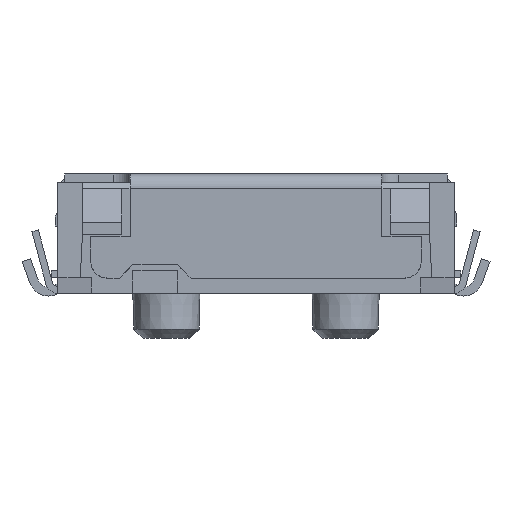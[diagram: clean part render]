
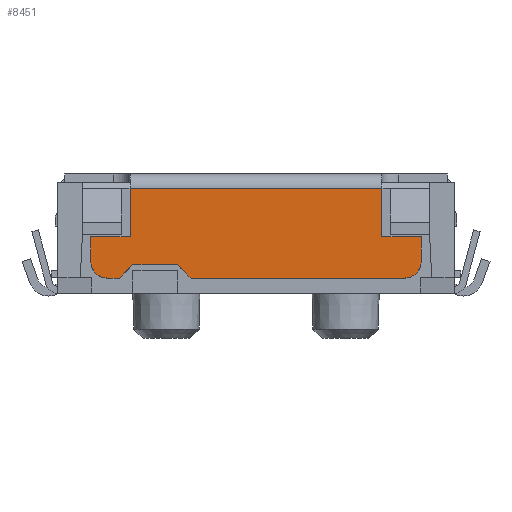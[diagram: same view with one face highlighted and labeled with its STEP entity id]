
A CAD part, front view. The second image highlights one B-rep face of the part: STEP entity #8451.
In plain terms, the highlighted planar face has unit normal (0, -1, 0).
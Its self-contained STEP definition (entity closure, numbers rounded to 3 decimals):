
#436 = EDGE_CURVE ( 'NONE', #17910, #17961, #1296, .T. ) ;
#438 = EDGE_CURVE ( 'NONE', #17874, #17810, #1287, .T. ) ;
#441 = EDGE_CURVE ( 'NONE', #17834, #17874, #1299, .T. ) ;
#461 = EDGE_CURVE ( 'NONE', #17969, #17894, #1321, .T. ) ;
#472 = EDGE_CURVE ( 'NONE', #17799, #17825, #1360, .T. ) ;
#473 = EDGE_CURVE ( 'NONE', #17975, #17799, #1361, .T. ) ;
#476 = EDGE_CURVE ( 'NONE', #17810, #17803, #1367, .T. ) ;
#479 = EDGE_CURVE ( 'NONE', #17952, #17803, #1373, .T. ) ;
#481 = EDGE_CURVE ( 'NONE', #17952, #17975, #1377, .T. ) ;
#483 = EDGE_CURVE ( 'NONE', #17825, #17969, #1381, .T. ) ;
#484 = EDGE_CURVE ( 'NONE', #17881, #17894, #1364, .T. ) ;
#485 = EDGE_CURVE ( 'NONE', #17961, #17881, #1382, .T. ) ;
#489 = EDGE_CURVE ( 'NONE', #17863, #17834, #1390, .T. ) ;
#1287 = LINE ( 'NONE', #4204, #1300 ) ;
#1296 = LINE ( 'NONE', #4202, #1297 ) ;
#1297 = VECTOR ( 'NONE', #4203, 1000. ) ;
#1299 = LINE ( 'NONE', #4208, #1306 ) ;
#1300 = VECTOR ( 'NONE', #4207, 1000. ) ;
#1306 = VECTOR ( 'NONE', #4213, 1000. ) ;
#1321 = LINE ( 'NONE', #4242, #1342 ) ;
#1325 = VECTOR ( 'NONE', #4282, 1000. ) ;
#1342 = VECTOR ( 'NONE', #4258, 1000. ) ;
#1355 = VECTOR ( 'NONE', #4308, 1000. ) ;
#1360 = LINE ( 'NONE', #4278, #1325 ) ;
#1361 = LINE ( 'NONE', #4283, #1362 ) ;
#1362 = VECTOR ( 'NONE', #4284, 1000. ) ;
#1364 = LINE ( 'NONE', #4307, #1355 ) ;
#1367 = LINE ( 'NONE', #4290, #1368 ) ;
#1368 = VECTOR ( 'NONE', #4291, 1000. ) ;
#1373 = LINE ( 'NONE', #4296, #1374 ) ;
#1374 = VECTOR ( 'NONE', #4297, 1000. ) ;
#1377 = LINE ( 'NONE', #4300, #1378 ) ;
#1378 = VECTOR ( 'NONE', #4301, 1000. ) ;
#1381 = CIRCLE ( 'NONE', #11465, 0.15 ) ;
#1382 = LINE ( 'NONE', #4309, #1383 ) ;
#1383 = VECTOR ( 'NONE', #4310, 1000. ) ;
#1390 = CIRCLE ( 'NONE', #11464, 0.15 ) ;
#1632 = LINE ( 'NONE', #4705, #1634 ) ;
#1634 = VECTOR ( 'NONE', #4711, 1000. ) ;
#3456 = EDGE_CURVE ( 'NONE', #17910, #17863, #1632, .T. ) ;
#4202 = CARTESIAN_POINT ( 'NONE',  ( -1.1, -1.635, 0.255 ) ) ;
#4203 = DIRECTION ( 'NONE',  ( 0.707, 0., 0.707 ) ) ;
#4204 = CARTESIAN_POINT ( 'NONE',  ( 1.475, -1.635, 0.505 ) ) ;
#4207 = DIRECTION ( 'NONE',  ( 1., 0., 0. ) ) ;
#4208 = CARTESIAN_POINT ( 'NONE',  ( -1.475, -1.635, 0.505 ) ) ;
#4213 = DIRECTION ( 'NONE',  ( 0., 0., 1. ) ) ;
#4242 = CARTESIAN_POINT ( 'NONE',  ( -1.325, -1.635, 0.135 ) ) ;
#4258 = DIRECTION ( 'NONE',  ( -1., 0., 0. ) ) ;
#4278 = CARTESIAN_POINT ( 'NONE',  ( 1.475, -1.635, 0.285 ) ) ;
#4282 = DIRECTION ( 'NONE',  ( 0., 0., -1. ) ) ;
#4283 = CARTESIAN_POINT ( 'NONE',  ( 1.475, -1.635, 0.505 ) ) ;
#4284 = DIRECTION ( 'NONE',  ( 1., 0., 0. ) ) ;
#4290 = CARTESIAN_POINT ( 'NONE',  ( -1.125, -1.635, 0.985 ) ) ;
#4291 = DIRECTION ( 'NONE',  ( 0., 0., 1. ) ) ;
#4292 = CARTESIAN_POINT ( 'NONE',  ( 1.325, -1.635, 0.285 ) ) ;
#4296 = CARTESIAN_POINT ( 'NONE',  ( -1.125, -1.635, 0.935 ) ) ;
#4297 = DIRECTION ( 'NONE',  ( -1., 0., 0. ) ) ;
#4300 = CARTESIAN_POINT ( 'NONE',  ( 1.125, -1.635, 0.505 ) ) ;
#4301 = DIRECTION ( 'NONE',  ( 0., 0., -1. ) ) ;
#4305 = DIRECTION ( 'NONE',  ( 0., 1., 0. ) ) ;
#4306 = DIRECTION ( 'NONE',  ( 0., 0., -1. ) ) ;
#4307 = CARTESIAN_POINT ( 'NONE',  ( -0.58, -1.635, 0.135 ) ) ;
#4308 = DIRECTION ( 'NONE',  ( 0.707, 0., -0.707 ) ) ;
#4309 = CARTESIAN_POINT ( 'NONE',  ( -0.7, -1.635, 0.255 ) ) ;
#4310 = DIRECTION ( 'NONE',  ( 1., 0., 0. ) ) ;
#4313 = CARTESIAN_POINT ( 'NONE',  ( -1.325, -1.635, 0.285 ) ) ;
#4319 = DIRECTION ( 'NONE',  ( 0., 1., 0. ) ) ;
#4320 = DIRECTION ( 'NONE',  ( 0., 0., 1. ) ) ;
#4705 = CARTESIAN_POINT ( 'NONE',  ( -1.325, -1.635, 0.135 ) ) ;
#4711 = DIRECTION ( 'NONE',  ( -1., 0., 0. ) ) ;
#8451 = ADVANCED_FACE ( 'NONE', ( #8806 ), #16097, .F. ) ;
#8806 = FACE_OUTER_BOUND ( 'NONE', #12778, .T. ) ;
#11464 = AXIS2_PLACEMENT_3D ( 'NONE', #4313, #4319, #4320 ) ;
#11465 = AXIS2_PLACEMENT_3D ( 'NONE', #4292, #4305, #4306 ) ;
#11916 = AXIS2_PLACEMENT_3D ( 'NONE', #16089, #16109, #16110 ) ;
#12778 = EDGE_LOOP ( 'NONE', ( #17151, #16824, #16899, #17218, #17185, #17298, #17050, #17175, #16813, #17075, #16955, #17177, #17312, #17163 ) ) ;
#14134 = CARTESIAN_POINT ( 'NONE',  ( 1.475, -1.635, 0.505 ) ) ;
#14141 = CARTESIAN_POINT ( 'NONE',  ( -1.125, -1.635, 0.935 ) ) ;
#14154 = CARTESIAN_POINT ( 'NONE',  ( -1.125, -1.635, 0.505 ) ) ;
#14180 = CARTESIAN_POINT ( 'NONE',  ( 1.475, -1.635, 0.285 ) ) ;
#14196 = CARTESIAN_POINT ( 'NONE',  ( -1.475, -1.635, 0.285 ) ) ;
#14248 = CARTESIAN_POINT ( 'NONE',  ( -1.325, -1.635, 0.135 ) ) ;
#14268 = CARTESIAN_POINT ( 'NONE',  ( -1.475, -1.635, 0.505 ) ) ;
#14280 = CARTESIAN_POINT ( 'NONE',  ( -0.7, -1.635, 0.255 ) ) ;
#14304 = CARTESIAN_POINT ( 'NONE',  ( -0.58, -1.635, 0.135 ) ) ;
#14331 = CARTESIAN_POINT ( 'NONE',  ( -1.22, -1.635, 0.135 ) ) ;
#14404 = CARTESIAN_POINT ( 'NONE',  ( 1.125, -1.635, 0.935 ) ) ;
#14421 = CARTESIAN_POINT ( 'NONE',  ( -1.1, -1.635, 0.255 ) ) ;
#14435 = CARTESIAN_POINT ( 'NONE',  ( 1.325, -1.635, 0.135 ) ) ;
#14446 = CARTESIAN_POINT ( 'NONE',  ( 1.125, -1.635, 0.505 ) ) ;
#16089 = CARTESIAN_POINT ( 'NONE',  ( -1.125, -1.635, 0.985 ) ) ;
#16097 = PLANE ( 'NONE',  #11916 ) ;
#16109 = DIRECTION ( 'NONE',  ( 0., 1., 0. ) ) ;
#16110 = DIRECTION ( 'NONE',  ( 0., 0., 1. ) ) ;
#16813 = ORIENTED_EDGE ( 'NONE', *, *, #476, .F. ) ;
#16824 = ORIENTED_EDGE ( 'NONE', *, *, #484, .T. ) ;
#16899 = ORIENTED_EDGE ( 'NONE', *, *, #461, .F. ) ;
#16955 = ORIENTED_EDGE ( 'NONE', *, *, #441, .F. ) ;
#17050 = ORIENTED_EDGE ( 'NONE', *, *, #481, .F. ) ;
#17075 = ORIENTED_EDGE ( 'NONE', *, *, #438, .F. ) ;
#17151 = ORIENTED_EDGE ( 'NONE', *, *, #485, .T. ) ;
#17163 = ORIENTED_EDGE ( 'NONE', *, *, #436, .T. ) ;
#17175 = ORIENTED_EDGE ( 'NONE', *, *, #479, .T. ) ;
#17177 = ORIENTED_EDGE ( 'NONE', *, *, #489, .F. ) ;
#17185 = ORIENTED_EDGE ( 'NONE', *, *, #472, .F. ) ;
#17218 = ORIENTED_EDGE ( 'NONE', *, *, #483, .F. ) ;
#17298 = ORIENTED_EDGE ( 'NONE', *, *, #473, .F. ) ;
#17312 = ORIENTED_EDGE ( 'NONE', *, *, #3456, .F. ) ;
#17799 = VERTEX_POINT ( 'NONE', #14134 ) ;
#17803 = VERTEX_POINT ( 'NONE', #14141 ) ;
#17810 = VERTEX_POINT ( 'NONE', #14154 ) ;
#17825 = VERTEX_POINT ( 'NONE', #14180 ) ;
#17834 = VERTEX_POINT ( 'NONE', #14196 ) ;
#17863 = VERTEX_POINT ( 'NONE', #14248 ) ;
#17874 = VERTEX_POINT ( 'NONE', #14268 ) ;
#17881 = VERTEX_POINT ( 'NONE', #14280 ) ;
#17894 = VERTEX_POINT ( 'NONE', #14304 ) ;
#17910 = VERTEX_POINT ( 'NONE', #14331 ) ;
#17952 = VERTEX_POINT ( 'NONE', #14404 ) ;
#17961 = VERTEX_POINT ( 'NONE', #14421 ) ;
#17969 = VERTEX_POINT ( 'NONE', #14435 ) ;
#17975 = VERTEX_POINT ( 'NONE', #14446 ) ;
